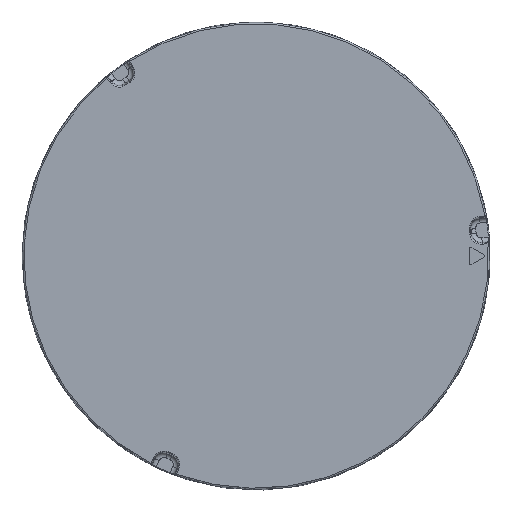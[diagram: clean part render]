
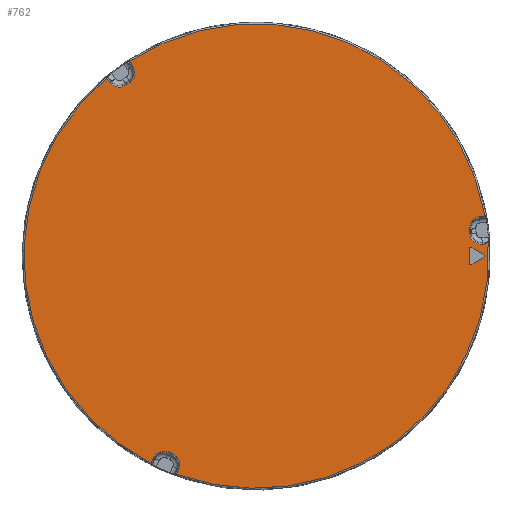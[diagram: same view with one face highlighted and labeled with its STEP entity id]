
A CAD part, top view. The second image highlights one B-rep face of the part: STEP entity #762.
In plain terms, the highlighted planar face has unit normal (0, 0, 1).
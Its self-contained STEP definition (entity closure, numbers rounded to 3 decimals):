
#762=ADVANCED_FACE('',(#1642,#1643),#1644,.T.);
#1642=FACE_BOUND('',#5891,.T.);
#1643=FACE_OUTER_BOUND('',#5892,.T.);
#1644=PLANE('',#5893);
#5891=EDGE_LOOP('',(#9232,#9233,#9234,#9235,#9236,#9237));
#5892=EDGE_LOOP('',(#9238,#9239,#9240,#9241,#9242,#9243,#9244,#9245,#9246,#9247,#9248,#9249,#9250,#9251,#9252,#9253,#9254,#9255));
#5893=AXIS2_PLACEMENT_3D('',#9256,#9257,#9258);
#9232=ORIENTED_EDGE('',*,*,#11350,.F.);
#9233=ORIENTED_EDGE('',*,*,#11351,.F.);
#9234=ORIENTED_EDGE('',*,*,#11352,.F.);
#9235=ORIENTED_EDGE('',*,*,#11353,.F.);
#9236=ORIENTED_EDGE('',*,*,#11354,.F.);
#9237=ORIENTED_EDGE('',*,*,#11355,.F.);
#9238=ORIENTED_EDGE('',*,*,#11250,.T.);
#9239=ORIENTED_EDGE('',*,*,#11253,.T.);
#9240=ORIENTED_EDGE('',*,*,#11194,.T.);
#9241=ORIENTED_EDGE('',*,*,#11192,.T.);
#9242=ORIENTED_EDGE('',*,*,#11356,.T.);
#9243=ORIENTED_EDGE('',*,*,#11357,.T.);
#9244=ORIENTED_EDGE('',*,*,#11233,.T.);
#9245=ORIENTED_EDGE('',*,*,#11259,.T.);
#9246=ORIENTED_EDGE('',*,*,#11224,.T.);
#9247=ORIENTED_EDGE('',*,*,#11222,.T.);
#9248=ORIENTED_EDGE('',*,*,#11214,.T.);
#9249=ORIENTED_EDGE('',*,*,#11205,.T.);
#9250=ORIENTED_EDGE('',*,*,#11358,.T.);
#9251=ORIENTED_EDGE('',*,*,#11256,.T.);
#9252=ORIENTED_EDGE('',*,*,#11359,.T.);
#9253=ORIENTED_EDGE('',*,*,#11179,.T.);
#9254=ORIENTED_EDGE('',*,*,#11172,.T.);
#9255=ORIENTED_EDGE('',*,*,#11164,.T.);
#9256=CARTESIAN_POINT('',(0.0,0.0,34.627));
#9257=DIRECTION('',(0.0,0.0,1.0));
#9258=DIRECTION('',(1.0,0.0,0.0));
#11164=EDGE_CURVE('',#12688,#12693,#12695,.F.);
#11172=EDGE_CURVE('',#12703,#12688,#12707,.F.);
#11179=EDGE_CURVE('',#12712,#12703,#12716,.F.);
#11192=EDGE_CURVE('',#12729,#12733,#12735,.F.);
#11194=EDGE_CURVE('',#12599,#12729,#12737,.F.);
#11205=EDGE_CURVE('',#12747,#12752,#12754,.F.);
#11214=EDGE_CURVE('',#12765,#12747,#12769,.F.);
#11222=EDGE_CURVE('',#12776,#12765,#12779,.F.);
#11224=EDGE_CURVE('',#12629,#12776,#12781,.F.);
#11233=EDGE_CURVE('',#12794,#12170,#12795,.F.);
#11250=EDGE_CURVE('',#12693,#12610,#12816,.F.);
#11253=EDGE_CURVE('',#12610,#12599,#12819,.T.);
#11256=EDGE_CURVE('',#12625,#12614,#12822,.T.);
#11259=EDGE_CURVE('',#12170,#12629,#12825,.T.);
#11350=EDGE_CURVE('',#12937,#12938,#12939,.T.);
#11351=EDGE_CURVE('',#12940,#12937,#12941,.T.);
#11352=EDGE_CURVE('',#12942,#12940,#12943,.T.);
#11353=EDGE_CURVE('',#12944,#12942,#12945,.T.);
#11354=EDGE_CURVE('',#12946,#12944,#12947,.T.);
#11355=EDGE_CURVE('',#12938,#12946,#12948,.T.);
#11356=EDGE_CURVE('',#12733,#12949,#12950,.F.);
#11357=EDGE_CURVE('',#12949,#12794,#12951,.F.);
#11358=EDGE_CURVE('',#12752,#12625,#12952,.F.);
#11359=EDGE_CURVE('',#12614,#12712,#12953,.F.);
#12170=VERTEX_POINT('',#14314);
#12599=VERTEX_POINT('',#15467);
#12610=VERTEX_POINT('',#15508);
#12614=VERTEX_POINT('',#15527);
#12625=VERTEX_POINT('',#15583);
#12629=VERTEX_POINT('',#15602);
#12688=VERTEX_POINT('',#15708);
#12693=VERTEX_POINT('',#15713);
#12695=CIRCLE('',#15715,1.223);
#12703=VERTEX_POINT('',#15723);
#12707=LINE('',#15728,#15729);
#12712=VERTEX_POINT('',#15744);
#12716=CIRCLE('',#15748,1.223);
#12729=VERTEX_POINT('',#15777);
#12733=VERTEX_POINT('',#15781);
#12735=CIRCLE('',#15783,1.223);
#12737=LINE('',#15785,#15786);
#12747=VERTEX_POINT('',#15808);
#12752=VERTEX_POINT('',#15813);
#12754=CIRCLE('',#15815,1.223);
#12765=VERTEX_POINT('',#15826);
#12769=LINE('',#15831,#15832);
#12776=VERTEX_POINT('',#15849);
#12779=CIRCLE('',#15852,1.223);
#12781=LINE('',#15854,#15855);
#12794=VERTEX_POINT('',#15884);
#12795=LINE('',#15885,#15886);
#12816=LINE('',#15935,#15936);
#12819=CIRCLE('',#15939,24.603);
#12822=CIRCLE('',#15942,24.603);
#12825=CIRCLE('',#15945,24.603);
#12937=VERTEX_POINT('',#16209);
#12938=VERTEX_POINT('',#16210);
#12939=LINE('',#16211,#16212);
#12940=VERTEX_POINT('',#16213);
#12941=CIRCLE('',#16214,0.1);
#12942=VERTEX_POINT('',#16215);
#12943=LINE('',#16216,#16217);
#12944=VERTEX_POINT('',#16218);
#12945=CIRCLE('',#16219,0.1);
#12946=VERTEX_POINT('',#16220);
#12947=LINE('',#16221,#16222);
#12948=CIRCLE('',#16223,0.1);
#12949=VERTEX_POINT('',#16224);
#12950=LINE('',#16225,#16226);
#12951=CIRCLE('',#16227,1.223);
#12952=LINE('',#16228,#16229);
#12953=LINE('',#16230,#16231);
#14314=CARTESIAN_POINT('',(-15.792,18.865,34.627));
#15467=CARTESIAN_POINT('',(-13.424,20.618,34.627));
#15508=CARTESIAN_POINT('',(24.234,4.243,34.627));
#15527=CARTESIAN_POINT('',(24.567,1.317,34.627));
#15583=CARTESIAN_POINT('',(-8.442,-23.109,34.627));
#15602=CARTESIAN_POINT('',(-11.143,-21.934,34.627));
#15708=CARTESIAN_POINT('',(22.569,2.823,34.627));
#15713=CARTESIAN_POINT('',(23.645,4.176,34.627));
#15715=AXIS2_PLACEMENT_3D('',#17793,#17794,#17795);
#15723=CARTESIAN_POINT('',(22.625,2.326,34.627));
#15728=CARTESIAN_POINT('',(22.597,2.575,34.627));
#15729=VECTOR('',#17809,1.0);
#15744=CARTESIAN_POINT('',(23.979,1.25,34.627));
#15748=AXIS2_PLACEMENT_3D('',#17816,#17817,#17818);
#15777=CARTESIAN_POINT('',(-13.072,20.141,34.627));
#15781=CARTESIAN_POINT('',(-13.327,18.431,34.627));
#15783=AXIS2_PLACEMENT_3D('',#17837,#17838,#17839);
#15785=CARTESIAN_POINT('',(1.184,0.876,34.627));
#15786=VECTOR('',#17840,1.0);
#15808=CARTESIAN_POINT('',(-8.84,-20.957,34.627));
#15813=CARTESIAN_POINT('',(-8.206,-22.566,34.627));
#15815=AXIS2_PLACEMENT_3D('',#17856,#17857,#17858);
#15826=CARTESIAN_POINT('',(-9.298,-20.757,34.627));
#15831=CARTESIAN_POINT('',(-9.069,-20.857,34.627));
#15832=VECTOR('',#17875,1.0);
#15849=CARTESIAN_POINT('',(-10.907,-21.391,34.627));
#15852=AXIS2_PLACEMENT_3D('',#17885,#17886,#17887);
#15854=CARTESIAN_POINT('',(-1.351,0.587,34.627));
#15855=VECTOR('',#17888,1.0);
#15884=CARTESIAN_POINT('',(-15.44,18.389,34.627));
#15885=CARTESIAN_POINT('',(-1.184,-0.876,34.627));
#15886=VECTOR('',#17895,1.0);
#15935=CARTESIAN_POINT('',(-0.167,1.463,34.627));
#15936=VECTOR('',#17910,1.0);
#15939=AXIS2_PLACEMENT_3D('',#17914,#17915,#17916);
#15942=AXIS2_PLACEMENT_3D('',#17920,#17921,#17922);
#15945=AXIS2_PLACEMENT_3D('',#17926,#17927,#17928);
#16209=CARTESIAN_POINT('',(24.182,0.087,34.627));
#16210=CARTESIAN_POINT('',(22.75,0.913,34.627));
#16211=CARTESIAN_POINT('',(23.466,0.5,34.627));
#16212=VECTOR('',#18015,1.0);
#16213=CARTESIAN_POINT('',(24.182,-0.087,34.627));
#16214=AXIS2_PLACEMENT_3D('',#18016,#18017,#18018);
#16215=CARTESIAN_POINT('',(22.75,-0.913,34.627));
#16216=CARTESIAN_POINT('',(23.466,-0.5,34.627));
#16217=VECTOR('',#18019,1.0);
#16218=CARTESIAN_POINT('',(22.6,-0.827,34.627));
#16219=AXIS2_PLACEMENT_3D('',#18020,#18021,#18022);
#16220=CARTESIAN_POINT('',(22.6,0.827,34.627));
#16221=CARTESIAN_POINT('',(22.6,0.,34.627));
#16222=VECTOR('',#18023,1.0);
#16223=AXIS2_PLACEMENT_3D('',#18024,#18025,#18026);
#16224=CARTESIAN_POINT('',(-13.729,18.134,34.627));
#16225=CARTESIAN_POINT('',(-13.528,18.282,34.627));
#16226=VECTOR('',#18027,1.0);
#16227=AXIS2_PLACEMENT_3D('',#18028,#18029,#18030);
#16228=CARTESIAN_POINT('',(1.351,-0.587,34.627));
#16229=VECTOR('',#18031,1.0);
#16230=CARTESIAN_POINT('',(0.167,-1.463,34.627));
#16231=VECTOR('',#18032,1.0);
#17793=CARTESIAN_POINT('',(23.784,2.961,34.627));
#17794=DIRECTION('',(0.0,0.0,1.0));
#17795=DIRECTION('',(1.0,0.0,0.0));
#17809=DIRECTION('',(0.113,-0.994,0.0));
#17816=CARTESIAN_POINT('',(23.84,2.465,34.627));
#17817=DIRECTION('',(0.0,0.0,1.0));
#17818=DIRECTION('',(1.0,0.0,0.0));
#17837=CARTESIAN_POINT('',(-14.055,19.414,34.627));
#17838=DIRECTION('',(0.0,0.0,1.0));
#17839=DIRECTION('',(1.0,0.0,0.0));
#17840=DIRECTION('',(-0.595,0.804,0.0));
#17856=CARTESIAN_POINT('',(-9.327,-22.078,34.627));
#17857=DIRECTION('',(0.0,0.0,1.0));
#17858=DIRECTION('',(1.0,0.0,0.0));
#17875=DIRECTION('',(-0.917,0.399,0.0));
#17885=CARTESIAN_POINT('',(-9.786,-21.879,34.627));
#17886=DIRECTION('',(0.0,0.0,1.0));
#17887=DIRECTION('',(1.0,0.0,0.0));
#17888=DIRECTION('',(-0.399,-0.917,0.0));
#17895=DIRECTION('',(0.595,-0.804,0.0));
#17910=DIRECTION('',(-0.994,-0.113,0.0));
#17914=CARTESIAN_POINT('',(0.0,0.0,34.627));
#17915=DIRECTION('',(0.0,0.0,1.0));
#17916=DIRECTION('',(1.0,0.0,0.0));
#17920=CARTESIAN_POINT('',(0.0,0.0,34.627));
#17921=DIRECTION('',(0.0,0.0,1.0));
#17922=DIRECTION('',(1.0,0.0,0.0));
#17926=CARTESIAN_POINT('',(0.0,0.0,34.627));
#17927=DIRECTION('',(0.0,0.0,1.0));
#17928=DIRECTION('',(1.0,0.0,0.0));
#18015=DIRECTION('',(-0.866,0.5,0.0));
#18016=CARTESIAN_POINT('',(24.132,0.,34.627));
#18017=DIRECTION('',(0.0,-0.0,1.0));
#18018=DIRECTION('',(0.994,0.113,0.0));
#18019=DIRECTION('',(0.866,0.5,0.0));
#18020=CARTESIAN_POINT('',(22.7,-0.827,34.627));
#18021=DIRECTION('',(0.0,-0.0,1.0));
#18022=DIRECTION('',(0.994,0.113,0.0));
#18023=DIRECTION('',(0.,-1.0,0.0));
#18024=CARTESIAN_POINT('',(22.7,0.827,34.627));
#18025=DIRECTION('',(0.0,-0.0,1.0));
#18026=DIRECTION('',(0.994,0.113,0.0));
#18027=DIRECTION('',(0.804,0.595,0.0));
#18028=CARTESIAN_POINT('',(-14.456,19.117,34.627));
#18029=DIRECTION('',(0.0,0.0,1.0));
#18030=DIRECTION('',(1.0,0.0,0.0));
#18031=DIRECTION('',(0.399,0.917,0.0));
#18032=DIRECTION('',(0.994,0.113,0.0));
